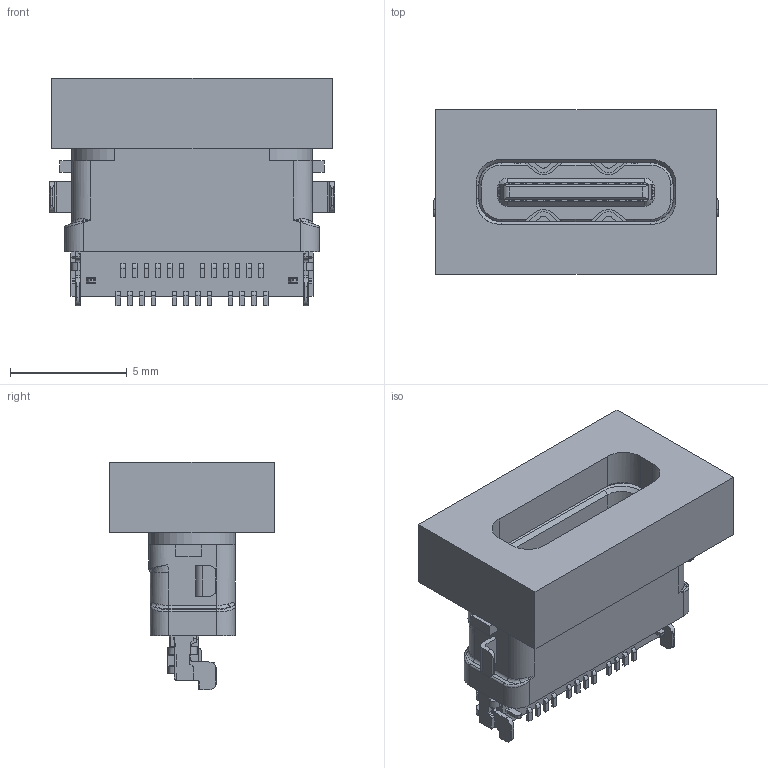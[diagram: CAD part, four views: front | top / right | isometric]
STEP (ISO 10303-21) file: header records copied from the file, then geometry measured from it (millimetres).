
FILE_DESCRIPTION (( 'STEP AP214' ), '1' );
FILE_NAME ('124018312112A.STEP', '2023-04-22T06:05:42', ( '' ), ( '' ), 'SwSTEP 2.0', 'SolidWorks 2021', '' );
FILE_SCHEMA (( 'AUTOMOTIVE_DESIGN' ));
Length unit declared in the file: millimetre
Products named in the file (5): 14241182_AMPHENOL_LIM^124018312112A--3DModel-STEP-533217(2)_124018312112A--3DModel-STEP-533217; 124018312112A--3DModel-STEP-533217(2)^124018312112A--3DModel-STEP-533217; 124018312112A; C12401831_X11^124018312112A--3DModel-STEP-533217(2)_124018312112A--3DModel-STEP-533217; PRT0001^124018312112A--3DModel-STEP-533217(2)_124018312112A--3DModel-STEP-533217
Assembly tree (4 placements, depth 3):
  124018312112A
    124018312112A--3DModel-STEP-533217(2)^124018312112A--3DModel-STEP-533217
      C12401831_X11^124018312112A--3DModel-STEP-533217(2)_124018312112A--3DModel-STEP-533217
      14241182_AMPHENOL_LIM^124018312112A--3DModel-STEP-533217(2)_124018312112A--3DModel-STEP-533217
      PRT0001^124018312112A--3DModel-STEP-533217(2)_124018312112A--3DModel-STEP-533217
Bounding box: 12.2 x 7.04 x 9.75 mm (x, y, z)
Volume: 325.6 mm3; surface area: 1139.8 mm2
Topology: 5 solids, 10 shells, 1681 faces, 4755 edges, 3060 vertices
Faces by surface type: plane 1149, cylinder 387, bspline 70, cone 44, sphere 16, torus 15
Entity records: 75913 total; most frequent: CARTESIAN_POINT 19300, ORIENTED_EDGE 9508, DIRECTION 8243, EDGE_CURVE 4754, LINE 3593, VECTOR 3593, VERTEX_POINT 3060, AXIS2_PLACEMENT_3D 2325
